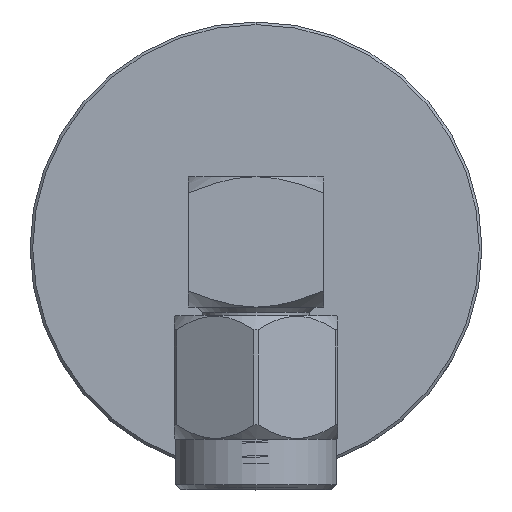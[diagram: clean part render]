
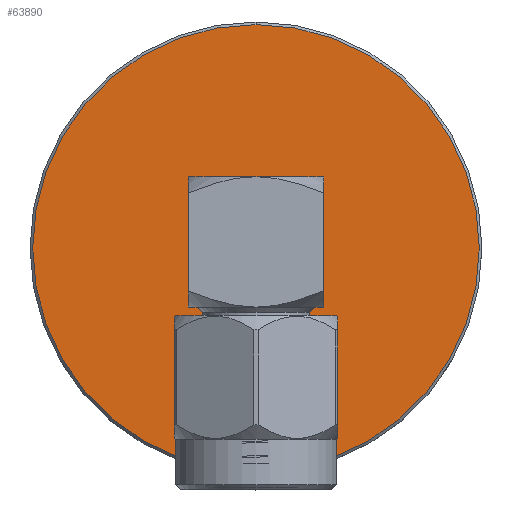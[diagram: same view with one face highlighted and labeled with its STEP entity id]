
A CAD part, top view. The second image highlights one B-rep face of the part: STEP entity #63890.
In plain terms, the highlighted face is planar.
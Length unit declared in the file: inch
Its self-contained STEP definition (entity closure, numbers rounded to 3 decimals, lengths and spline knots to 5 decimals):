
#4311 = CIRCLE ( 'NONE', #89870, 0.0645 ) ;
#4742 = VERTEX_POINT ( 'NONE', #73565 ) ;
#11136 = CIRCLE ( 'NONE', #72683, 0.428 ) ;
#12292 = CARTESIAN_POINT ( 'NONE',  ( 0.512, 0., 0. ) ) ;
#13505 = EDGE_LOOP ( 'NONE', ( #41039, #96672 ) ) ;
#15495 = DIRECTION ( 'NONE',  ( 0., 0., 1. ) ) ;
#20836 = CARTESIAN_POINT ( 'NONE',  ( 0.512, 0., 0. ) ) ;
#28005 = DIRECTION ( 'NONE',  ( -1., 0., 0. ) ) ;
#31513 = EDGE_CURVE ( 'NONE', #4742, #39537, #11136, .T. ) ;
#34984 = AXIS2_PLACEMENT_3D ( 'NONE', #51874, #96446, #15495 ) ;
#37767 = PLANE ( 'NONE',  #76564 ) ;
#38988 = FACE_OUTER_BOUND ( 'NONE', #13505, .T. ) ;
#39537 = VERTEX_POINT ( 'NONE', #72769 ) ;
#41039 = ORIENTED_EDGE ( 'NONE', *, *, #31513, .T. ) ;
#44911 = CARTESIAN_POINT ( 'NONE',  ( 0.512, 0., 0.0645 ) ) ;
#46602 = CARTESIAN_POINT ( 'NONE',  ( 0.512, 0., -0.0645 ) ) ;
#46893 = CARTESIAN_POINT ( 'NONE',  ( 0.512, 0.30996, 0. ) ) ;
#49845 = CIRCLE ( 'NONE', #34984, 0.0645 ) ;
#51874 = CARTESIAN_POINT ( 'NONE',  ( 0.512, 0., 0. ) ) ;
#52463 = CIRCLE ( 'NONE', #70895, 0.428 ) ;
#54055 = EDGE_CURVE ( 'NONE', #62242, #78519, #49845, .T. ) ;
#57138 = DIRECTION ( 'NONE',  ( 0., 0., -1. ) ) ;
#62242 = VERTEX_POINT ( 'NONE', #44911 ) ;
#63890 = ADVANCED_FACE ( 'NONE', ( #89391, #38988 ), #37767, .F. ) ;
#65974 = DIRECTION ( 'NONE',  ( 0., 0., 1. ) ) ;
#70895 = AXIS2_PLACEMENT_3D ( 'NONE', #73111, #88201, #95718 ) ;
#71543 = DIRECTION ( 'NONE',  ( -1., 0., 0. ) ) ;
#72683 = AXIS2_PLACEMENT_3D ( 'NONE', #12292, #71543, #57138 ) ;
#72769 = CARTESIAN_POINT ( 'NONE',  ( 0.512, 0., 0.428 ) ) ;
#73111 = CARTESIAN_POINT ( 'NONE',  ( 0.512, 0., 0. ) ) ;
#73565 = CARTESIAN_POINT ( 'NONE',  ( 0.512, 0., -0.428 ) ) ;
#76564 = AXIS2_PLACEMENT_3D ( 'NONE', #46893, #77029, #84255 ) ;
#77029 = DIRECTION ( 'NONE',  ( 1., 0., 0. ) ) ;
#77999 = EDGE_CURVE ( 'NONE', #39537, #4742, #52463, .T. ) ;
#78519 = VERTEX_POINT ( 'NONE', #46602 ) ;
#80284 = ORIENTED_EDGE ( 'NONE', *, *, #84175, .F. ) ;
#84175 = EDGE_CURVE ( 'NONE', #78519, #62242, #4311, .T. ) ;
#84255 = DIRECTION ( 'NONE',  ( 0., 0., -1. ) ) ;
#88201 = DIRECTION ( 'NONE',  ( -1., 0., 0. ) ) ;
#88899 = ORIENTED_EDGE ( 'NONE', *, *, #54055, .F. ) ;
#89391 = FACE_BOUND ( 'NONE', #92510, .T. ) ;
#89870 = AXIS2_PLACEMENT_3D ( 'NONE', #20836, #28005, #65974 ) ;
#92510 = EDGE_LOOP ( 'NONE', ( #80284, #88899 ) ) ;
#95718 = DIRECTION ( 'NONE',  ( 0., 0., -1. ) ) ;
#96446 = DIRECTION ( 'NONE',  ( -1., 0., 0. ) ) ;
#96672 = ORIENTED_EDGE ( 'NONE', *, *, #77999, .T. ) ;
